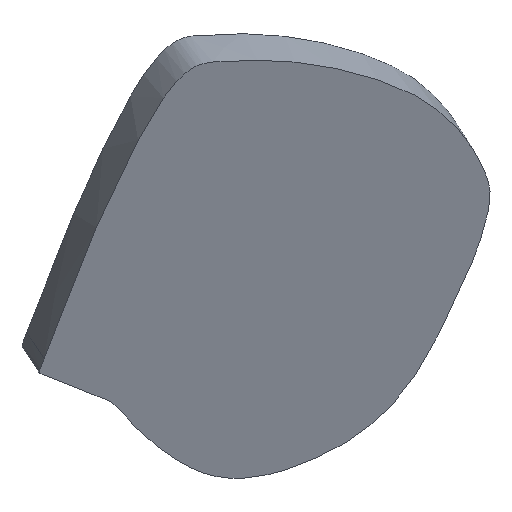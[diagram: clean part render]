
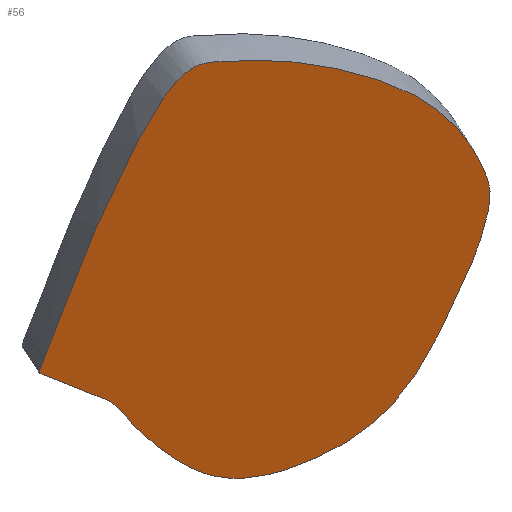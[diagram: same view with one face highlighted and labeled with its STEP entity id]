
A CAD part, left-side view. The second image highlights one B-rep face of the part: STEP entity #56.
In plain terms, the highlighted planar face has unit normal (-0.881, -0.24, -0.406).
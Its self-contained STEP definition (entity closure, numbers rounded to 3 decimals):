
#56=ADVANCED_FACE('',(#71),#72,.T.);
#71=FACE_OUTER_BOUND('',#437,.T.);
#72=PLANE('',#438);
#437=EDGE_LOOP('',(#473,#474));
#438=AXIS2_PLACEMENT_3D('',#475,#476,#477);
#473=ORIENTED_EDGE('',*,*,#487,.F.);
#474=ORIENTED_EDGE('',*,*,#495,.F.);
#475=CARTESIAN_POINT('',(-1.587,33.18,42.34));
#476=DIRECTION('',(-0.881,-0.24,-0.407));
#477=DIRECTION('',(0.,-0.861,0.509));
#487=EDGE_CURVE('',#502,#498,#504,.T.);
#495=EDGE_CURVE('',#498,#502,#517,.T.);
#498=VERTEX_POINT('',#520);
#502=VERTEX_POINT('',#570);
#504=B_SPLINE_CURVE_WITH_KNOTS('',3,(#573,#574,#575,#576,#577,#578,#579,#580,#581,#582,#583,#584,#585,#586,#587,#588,#589,#590,#591,#592,#593,#594,#595,#596,#597,#598,#599,#600,#601,#602,#603,#604,#605,#606,#607,#608,#609,#610,#611,#612,#613,#614,#615,#616,#617,#618),.UNSPECIFIED.,.F.,.F.,(4,3,3,3,3,3,3,3,3,3,3,3,3,3,3,4),(0.0,8.159,18.341,27.476,33.079,36.326,39.635,45.716,52.875,59.132,64.368,69.755,74.199,77.141,81.193,84.122),.UNSPECIFIED.);
#517=B_SPLINE_CURVE_WITH_KNOTS('',3,(#698,#699,#700,#701,#702,#703,#704,#705,#706,#707,#708,#709,#710,#711,#712,#713,#714,#715,#716,#717,#718,#719,#720,#721,#722,#723,#724,#725,#726,#727,#728,#729,#730,#731,#732,#733,#734,#735,#736,#737,#738,#739,#740,#741,#742,#743),.UNSPECIFIED.,.F.,.F.,(4,3,3,3,3,3,3,3,3,3,3,3,3,3,3,4),(84.122,87.05,94.484,100.336,105.3,110.427,115.955,120.612,124.856,130.155,135.389,137.911,140.508,144.52,146.301,148.167),.UNSPECIFIED.);
#520=CARTESIAN_POINT('',(21.593,3.6,9.565));
#570=CARTESIAN_POINT('',(14.116,48.218,-0.596));
#573=CARTESIAN_POINT('',(14.116,48.218,-0.596));
#574=CARTESIAN_POINT('',(13.606,47.671,0.832));
#575=CARTESIAN_POINT('',(12.584,46.605,3.679));
#576=CARTESIAN_POINT('',(11.542,45.437,6.629));
#577=CARTESIAN_POINT('',(10.499,44.269,9.579));
#578=CARTESIAN_POINT('',(9.437,42.999,12.633));
#579=CARTESIAN_POINT('',(8.447,41.668,15.565));
#580=CARTESIAN_POINT('',(7.458,40.337,18.497));
#581=CARTESIAN_POINT('',(6.542,38.945,21.307));
#582=CARTESIAN_POINT('',(5.894,37.761,23.411));
#583=CARTESIAN_POINT('',(5.247,36.577,25.514));
#584=CARTESIAN_POINT('',(4.869,35.601,26.911));
#585=CARTESIAN_POINT('',(4.637,34.729,27.927));
#586=CARTESIAN_POINT('',(4.406,33.858,28.944));
#587=CARTESIAN_POINT('',(4.321,33.091,29.582));
#588=CARTESIAN_POINT('',(4.38,32.279,29.934));
#589=CARTESIAN_POINT('',(4.439,31.467,30.286));
#590=CARTESIAN_POINT('',(4.642,30.61,30.353));
#591=CARTESIAN_POINT('',(5.016,29.119,30.423));
#592=CARTESIAN_POINT('',(5.39,27.627,30.494));
#593=CARTESIAN_POINT('',(5.936,25.5,30.568));
#594=CARTESIAN_POINT('',(6.617,23.262,30.414));
#595=CARTESIAN_POINT('',(7.298,21.024,30.261));
#596=CARTESIAN_POINT('',(8.113,18.676,29.881));
#597=CARTESIAN_POINT('',(8.917,16.581,29.376));
#598=CARTESIAN_POINT('',(9.721,14.486,28.872));
#599=CARTESIAN_POINT('',(10.513,12.645,28.243));
#600=CARTESIAN_POINT('',(11.252,11.083,27.562));
#601=CARTESIAN_POINT('',(11.992,9.522,26.882));
#602=CARTESIAN_POINT('',(12.679,8.241,26.15));
#603=CARTESIAN_POINT('',(13.465,7.027,25.162));
#604=CARTESIAN_POINT('',(14.252,5.813,24.174));
#605=CARTESIAN_POINT('',(15.138,4.666,22.931));
#606=CARTESIAN_POINT('',(15.951,3.803,21.678));
#607=CARTESIAN_POINT('',(16.764,2.941,20.425));
#608=CARTESIAN_POINT('',(17.504,2.363,19.163));
#609=CARTESIAN_POINT('',(18.035,2.053,18.195));
#610=CARTESIAN_POINT('',(18.565,1.743,17.228));
#611=CARTESIAN_POINT('',(18.887,1.702,16.555));
#612=CARTESIAN_POINT('',(19.294,1.831,15.596));
#613=CARTESIAN_POINT('',(19.702,1.96,14.637));
#614=CARTESIAN_POINT('',(20.195,2.258,13.39));
#615=CARTESIAN_POINT('',(20.737,2.737,11.932));
#616=CARTESIAN_POINT('',(21.008,2.976,11.202));
#617=CARTESIAN_POINT('',(21.292,3.261,10.42));
#618=CARTESIAN_POINT('',(21.593,3.6,9.565));
#698=CARTESIAN_POINT('',(21.593,3.6,9.565));
#699=CARTESIAN_POINT('',(21.895,3.939,8.711));
#700=CARTESIAN_POINT('',(22.215,4.332,7.783));
#701=CARTESIAN_POINT('',(22.561,4.79,6.764));
#702=CARTESIAN_POINT('',(23.251,5.706,4.727));
#703=CARTESIAN_POINT('',(24.04,6.88,2.321));
#704=CARTESIAN_POINT('',(24.642,7.962,0.376));
#705=CARTESIAN_POINT('',(25.244,9.044,-1.568));
#706=CARTESIAN_POINT('',(25.658,10.036,-3.053));
#707=CARTESIAN_POINT('',(25.969,11.103,-4.358));
#708=CARTESIAN_POINT('',(26.281,12.169,-5.662));
#709=CARTESIAN_POINT('',(26.489,13.31,-6.788));
#710=CARTESIAN_POINT('',(26.6,14.595,-7.79));
#711=CARTESIAN_POINT('',(26.712,15.88,-8.792));
#712=CARTESIAN_POINT('',(26.728,17.308,-9.671));
#713=CARTESIAN_POINT('',(26.652,18.938,-10.47));
#714=CARTESIAN_POINT('',(26.576,20.569,-11.269));
#715=CARTESIAN_POINT('',(26.408,22.401,-11.988));
#716=CARTESIAN_POINT('',(26.164,24.059,-12.438));
#717=CARTESIAN_POINT('',(25.92,25.716,-12.888));
#718=CARTESIAN_POINT('',(25.599,27.2,-13.07));
#719=CARTESIAN_POINT('',(25.217,28.539,-13.032));
#720=CARTESIAN_POINT('',(24.834,29.879,-12.995));
#721=CARTESIAN_POINT('',(24.39,31.075,-12.739));
#722=CARTESIAN_POINT('',(23.777,32.385,-12.184));
#723=CARTESIAN_POINT('',(23.163,33.694,-11.628));
#724=CARTESIAN_POINT('',(22.381,35.117,-10.772));
#725=CARTESIAN_POINT('',(21.523,36.449,-9.699));
#726=CARTESIAN_POINT('',(20.665,37.782,-8.626));
#727=CARTESIAN_POINT('',(19.731,39.024,-7.336));
#728=CARTESIAN_POINT('',(19.129,39.815,-6.498));
#729=CARTESIAN_POINT('',(18.527,40.607,-5.66));
#730=CARTESIAN_POINT('',(18.256,40.947,-5.275));
#731=CARTESIAN_POINT('',(17.98,41.437,-4.966));
#732=CARTESIAN_POINT('',(17.704,41.926,-4.658));
#733=CARTESIAN_POINT('',(17.423,42.565,-4.426));
#734=CARTESIAN_POINT('',(16.955,43.623,-4.037));
#735=CARTESIAN_POINT('',(16.488,44.681,-3.648));
#736=CARTESIAN_POINT('',(15.833,46.157,-3.102));
#737=CARTESIAN_POINT('',(15.413,47.094,-2.743));
#738=CARTESIAN_POINT('',(14.992,48.03,-2.385));
#739=CARTESIAN_POINT('',(14.806,48.425,-2.214));
#740=CARTESIAN_POINT('',(14.714,48.609,-2.124));
#741=CARTESIAN_POINT('',(14.622,48.793,-2.034));
#742=CARTESIAN_POINT('',(14.625,48.765,-2.024));
#743=CARTESIAN_POINT('',(14.116,48.218,-0.596));
